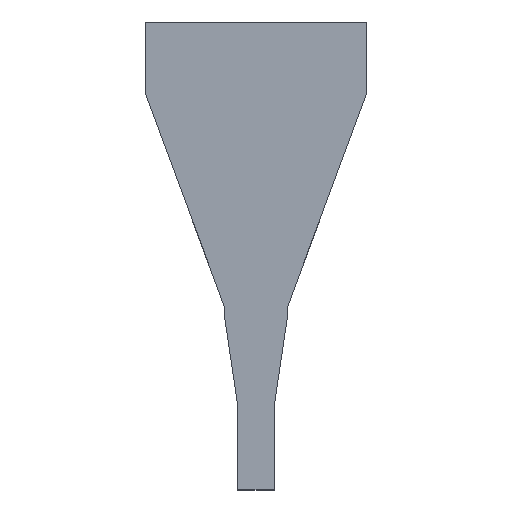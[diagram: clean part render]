
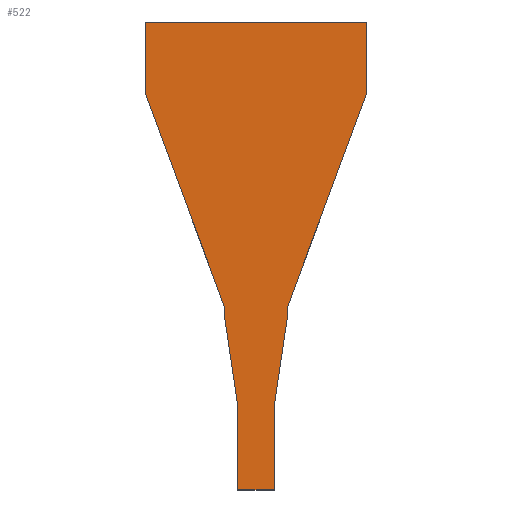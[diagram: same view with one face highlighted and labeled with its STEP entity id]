
A CAD part, top view. The second image highlights one B-rep face of the part: STEP entity #522.
In plain terms, the highlighted planar face has unit normal (0, 0, 1).
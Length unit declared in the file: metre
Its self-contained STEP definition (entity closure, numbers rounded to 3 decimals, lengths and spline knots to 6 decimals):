
#522 = ADVANCED_FACE( '', ( #1147 ), #1148, .F. );
#1147 = FACE_OUTER_BOUND( '', #1939, .T. );
#1148 = PLANE( '', #1940 );
#1939 = EDGE_LOOP( '', ( #3369, #3370, #3371, #3372, #3373, #3374, #3375, #3376, #3377, #3378, #3379, #3380 ) );
#1940 = AXIS2_PLACEMENT_3D( '', #3381, #3382, #3383 );
#3369 = ORIENTED_EDGE( '', *, *, #4751, .F. );
#3370 = ORIENTED_EDGE( '', *, *, #4748, .T. );
#3371 = ORIENTED_EDGE( '', *, *, #4815, .T. );
#3372 = ORIENTED_EDGE( '', *, *, #4816, .F. );
#3373 = ORIENTED_EDGE( '', *, *, #4793, .F. );
#3374 = ORIENTED_EDGE( '', *, *, #4438, .F. );
#3375 = ORIENTED_EDGE( '', *, *, #4817, .T. );
#3376 = ORIENTED_EDGE( '', *, *, #4670, .T. );
#3377 = ORIENTED_EDGE( '', *, *, #4577, .T. );
#3378 = ORIENTED_EDGE( '', *, *, #4818, .F. );
#3379 = ORIENTED_EDGE( '', *, *, #4674, .T. );
#3380 = ORIENTED_EDGE( '', *, *, #4819, .T. );
#3381 = CARTESIAN_POINT( '', ( -0.1524, 0.522777, 0.1524 ) );
#3382 = DIRECTION( '', ( 0., 0., -1. ) );
#3383 = DIRECTION( '', ( 1., 0., 0. ) );
#4438 = EDGE_CURVE( '', #5343, #5345, #5346, .T. );
#4577 = EDGE_CURVE( '', #5555, #5553, #5556, .T. );
#4670 = EDGE_CURVE( '', #5694, #5555, #5695, .T. );
#4674 = EDGE_CURVE( '', #5700, #5698, #5701, .T. );
#4748 = EDGE_CURVE( '', #5798, #5796, #5799, .T. );
#4751 = EDGE_CURVE( '', #5798, #5802, #5803, .T. );
#4793 = EDGE_CURVE( '', #5345, #5856, #5857, .T. );
#4815 = EDGE_CURVE( '', #5796, #5882, #5883, .T. );
#4816 = EDGE_CURVE( '', #5856, #5882, #5884, .T. );
#4817 = EDGE_CURVE( '', #5343, #5694, #5885, .T. );
#4818 = EDGE_CURVE( '', #5700, #5553, #5886, .T. );
#4819 = EDGE_CURVE( '', #5698, #5802, #5887, .T. );
#5343 = VERTEX_POINT( '', #6592 );
#5345 = VERTEX_POINT( '', #6595 );
#5346 = LINE( '', #6596, #6597 );
#5553 = VERTEX_POINT( '', #6904 );
#5555 = VERTEX_POINT( '', #6907 );
#5556 = LINE( '', #6908, #6909 );
#5694 = VERTEX_POINT( '', #7099 );
#5695 = LINE( '', #7100, #7101 );
#5698 = VERTEX_POINT( '', #7105 );
#5700 = VERTEX_POINT( '', #7108 );
#5701 = LINE( '', #7109, #7110 );
#5796 = VERTEX_POINT( '', #7268 );
#5798 = VERTEX_POINT( '', #7271 );
#5799 = LINE( '', #7272, #7273 );
#5802 = VERTEX_POINT( '', #7277 );
#5803 = LINE( '', #7278, #7279 );
#5856 = VERTEX_POINT( '', #7353 );
#5857 = LINE( '', #7354, #7355 );
#5882 = VERTEX_POINT( '', #7393 );
#5883 = LINE( '', #7394, #7395 );
#5884 = LINE( '', #7396, #7397 );
#5885 = LINE( '', #7398, #7399 );
#5886 = LINE( '', #7400, #7401 );
#5887 = LINE( '', #7402, #7403 );
#6592 = CARTESIAN_POINT( '', ( 0.10414, 0., 0.1524 ) );
#6595 = CARTESIAN_POINT( '', ( 0., -0.703748, 0.1524 ) );
#6596 = CARTESIAN_POINT( '', ( 0.05207, -0.351874, 0.1524 ) );
#6597 = VECTOR( '', #7924, 1. );
#6904 = CARTESIAN_POINT( '', ( 0.762, 2.456429, 0.1524 ) );
#6907 = CARTESIAN_POINT( '', ( 0.762, 1.863374, 0.1524 ) );
#6908 = CARTESIAN_POINT( '', ( 0.762, 2.032901, 0.1524 ) );
#6909 = VECTOR( '', #8062, 1. );
#7099 = CARTESIAN_POINT( '', ( 0.10414, 0.092248, 0.1524 ) );
#7100 = CARTESIAN_POINT( '', ( 0.43307, 0.977811, 0.1524 ) );
#7101 = VECTOR( '', #8182, 1. );
#7105 = CARTESIAN_POINT( '', ( -1.0668, 1.863374, 0.1524 ) );
#7108 = CARTESIAN_POINT( '', ( -1.0668, 2.456429, 0.1524 ) );
#7109 = CARTESIAN_POINT( '', ( -1.0668, 2.032901, 0.1524 ) );
#7110 = VECTOR( '', #8185, 1. );
#7268 = CARTESIAN_POINT( '', ( -0.3048, -0.703748, 0.1524 ) );
#7271 = CARTESIAN_POINT( '', ( -0.40894, 0., 0.1524 ) );
#7272 = CARTESIAN_POINT( '', ( -0.35687, -0.351874, 0.1524 ) );
#7273 = VECTOR( '', #8249, 1. );
#7277 = CARTESIAN_POINT( '', ( -0.40894, 0.092248, 0.1524 ) );
#7278 = CARTESIAN_POINT( '', ( -0.40894, 0.046124, 0.1524 ) );
#7279 = VECTOR( '', #8251, 1. );
#7353 = CARTESIAN_POINT( '', ( 0., -1.410875, 0.1524 ) );
#7354 = CARTESIAN_POINT( '', ( 0., -1.220375, 0.1524 ) );
#7355 = VECTOR( '', #8299, 1. );
#7393 = CARTESIAN_POINT( '', ( -0.3048, -1.410875, 0.1524 ) );
#7394 = CARTESIAN_POINT( '', ( -0.3048, -1.220375, 0.1524 ) );
#7395 = VECTOR( '', #8323, 1. );
#7396 = CARTESIAN_POINT( '', ( -0.2286, -1.410875, 0.1524 ) );
#7397 = VECTOR( '', #8324, 1. );
#7398 = CARTESIAN_POINT( '', ( 0.10414, 0.046124, 0.1524 ) );
#7399 = VECTOR( '', #8325, 1. );
#7400 = CARTESIAN_POINT( '', ( -0.762, 2.456429, 0.1524 ) );
#7401 = VECTOR( '', #8326, 1. );
#7402 = CARTESIAN_POINT( '', ( -0.73787, 0.977811, 0.1524 ) );
#7403 = VECTOR( '', #8327, 1. );
#7924 = DIRECTION( '', ( -0.146, -0.989, 0. ) );
#8062 = DIRECTION( '', ( 0., 1., 0. ) );
#8182 = DIRECTION( '', ( 0.348, 0.937, 0. ) );
#8185 = DIRECTION( '', ( 0., -1., 0. ) );
#8249 = DIRECTION( '', ( 0.146, -0.989, 0. ) );
#8251 = DIRECTION( '', ( 0., 1., 0. ) );
#8299 = DIRECTION( '', ( 0., -1., 0. ) );
#8323 = DIRECTION( '', ( 0., -1., 0. ) );
#8324 = DIRECTION( '', ( -1., 0., 0. ) );
#8325 = DIRECTION( '', ( 0., 1., 0. ) );
#8326 = DIRECTION( '', ( 1., 0., 0. ) );
#8327 = DIRECTION( '', ( 0.348, -0.937, 0. ) );
